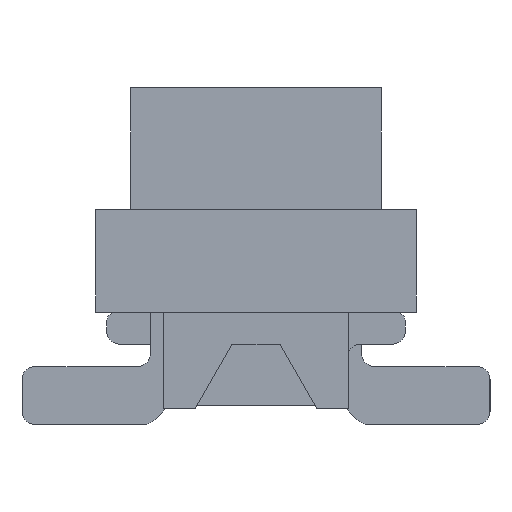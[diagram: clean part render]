
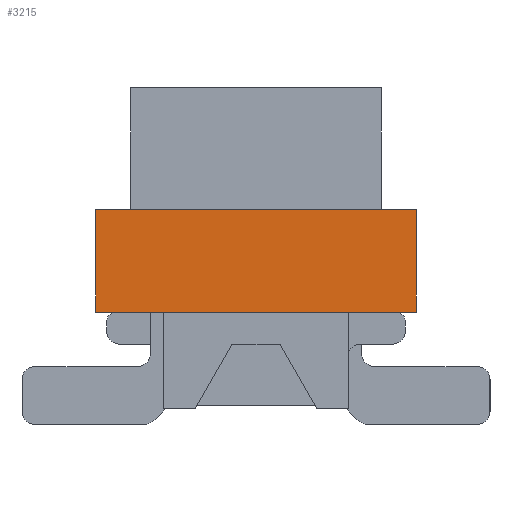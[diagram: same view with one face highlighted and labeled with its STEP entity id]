
A CAD part, left-side view. The second image highlights one B-rep face of the part: STEP entity #3215.
In plain terms, the highlighted planar face has unit normal (-1, 0, 0).
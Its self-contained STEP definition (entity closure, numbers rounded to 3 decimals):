
#3164=CARTESIAN_POINT('',(-7.31,0.,2.3));
#3165=DIRECTION('',(0.,-1.,0.));
#3166=DIRECTION('',(-1.,0.,0.));
#3167=AXIS2_PLACEMENT_3D('',#3164,#3166,#3165);
#3168=PLANE('',#3167);
#3169=CARTESIAN_POINT('',(-7.31,-2.5,1.5));
#3170=VERTEX_POINT('',#3169);
#3171=CARTESIAN_POINT('',(-7.31,-2.5,3.1));
#3172=VERTEX_POINT('',#3171);
#3173=CARTESIAN_POINT('',(-7.31,-2.5,1.5));
#3174=CARTESIAN_POINT('',(-7.31,-2.5,1.82));
#3175=CARTESIAN_POINT('',(-7.31,-2.5,2.14));
#3176=CARTESIAN_POINT('',(-7.31,-2.5,2.46));
#3177=CARTESIAN_POINT('',(-7.31,-2.5,2.78));
#3178=CARTESIAN_POINT('',(-7.31,-2.5,3.1));
#3179=B_SPLINE_CURVE_WITH_KNOTS('',5,(#3173,#3174,#3175,#3176,#3177,#3178),.UNSPECIFIED.,.F.,.U.,(6,6),(0.,1.6),.UNSPECIFIED.);
#3180=EDGE_CURVE('',#3170,#3172,#3179,.T.);
#3181=ORIENTED_EDGE('',*,*,#3180,.T.);
#3182=CARTESIAN_POINT('',(-7.31,2.5,3.1));
#3183=VERTEX_POINT('',#3182);
#3184=CARTESIAN_POINT('',(-7.31,-2.5,3.1));
#3185=CARTESIAN_POINT('',(-7.31,-1.5,3.1));
#3186=CARTESIAN_POINT('',(-7.31,-0.5,3.1));
#3187=CARTESIAN_POINT('',(-7.31,0.5,3.1));
#3188=CARTESIAN_POINT('',(-7.31,1.5,3.1));
#3189=CARTESIAN_POINT('',(-7.31,2.5,3.1));
#3190=B_SPLINE_CURVE_WITH_KNOTS('',5,(#3184,#3185,#3186,#3187,#3188,#3189),.UNSPECIFIED.,.F.,.U.,(6,6),(0.,5.),.UNSPECIFIED.);
#3191=EDGE_CURVE('',#3172,#3183,#3190,.T.);
#3192=ORIENTED_EDGE('',*,*,#3191,.T.);
#3193=CARTESIAN_POINT('',(-7.31,2.5,1.5));
#3194=VERTEX_POINT('',#3193);
#3195=CARTESIAN_POINT('',(-7.31,2.5,3.1));
#3196=CARTESIAN_POINT('',(-7.31,2.5,2.78));
#3197=CARTESIAN_POINT('',(-7.31,2.5,2.46));
#3198=CARTESIAN_POINT('',(-7.31,2.5,2.14));
#3199=CARTESIAN_POINT('',(-7.31,2.5,1.82));
#3200=CARTESIAN_POINT('',(-7.31,2.5,1.5));
#3201=B_SPLINE_CURVE_WITH_KNOTS('',5,(#3195,#3196,#3197,#3198,#3199,#3200),.UNSPECIFIED.,.F.,.U.,(6,6),(0.,1.6),.UNSPECIFIED.);
#3202=EDGE_CURVE('',#3183,#3194,#3201,.T.);
#3203=ORIENTED_EDGE('',*,*,#3202,.T.);
#3204=CARTESIAN_POINT('',(-7.31,2.5,1.5));
#3205=CARTESIAN_POINT('',(-7.31,1.5,1.5));
#3206=CARTESIAN_POINT('',(-7.31,0.5,1.5));
#3207=CARTESIAN_POINT('',(-7.31,-0.5,1.5));
#3208=CARTESIAN_POINT('',(-7.31,-1.5,1.5));
#3209=CARTESIAN_POINT('',(-7.31,-2.5,1.5));
#3210=B_SPLINE_CURVE_WITH_KNOTS('',5,(#3204,#3205,#3206,#3207,#3208,#3209),.UNSPECIFIED.,.F.,.U.,(6,6),(0.,5.),.UNSPECIFIED.);
#3211=EDGE_CURVE('',#3194,#3170,#3210,.T.);
#3212=ORIENTED_EDGE('',*,*,#3211,.T.);
#3213=EDGE_LOOP('',(#3181,#3192,#3203,#3212));
#3214=FACE_OUTER_BOUND('',#3213,.T.);
#3215=ADVANCED_FACE('',(#3214),#3168,.T.);
